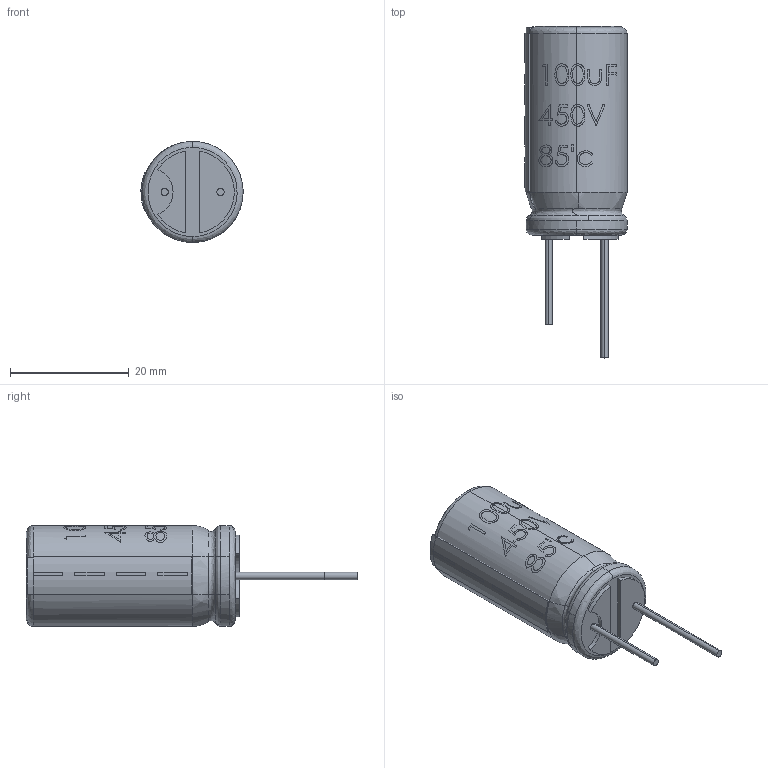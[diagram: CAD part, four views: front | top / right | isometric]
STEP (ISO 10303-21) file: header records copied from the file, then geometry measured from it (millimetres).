
FILE_DESCRIPTION (( 'STEP AP214' ), '1' );
FILE_NAME ('电解电容 橄览绿 零件72.STEP', '2011-05-16T08:59:51', ( 'cpop' ), ( '' ), 'SwSTEP 2.0', 'SolidWorks 2011', '' );
FILE_SCHEMA (( 'AUTOMOTIVE_DESIGN' ));
Length unit declared in the file: millimetre
Products named in the file (1): 电解电容  橄览绿  零件72
Bounding box: 17.2 x 55.9 x 17 mm (x, y, z)
Volume: 9989.5 mm3; surface area: 5758.4 mm2
Topology: 23 solids, 23 shells, 268 faces, 641 edges, 423 vertices
Faces by surface type: plane 134, bspline 88, cylinder 46
Entity records: 16769 total; most frequent: CARTESIAN_POINT 7914, ORIENTED_EDGE 1282, DIRECTION 899, EDGE_CURVE 641, VERTEX_POINT 423, VECTOR 345, LINE 345, UNCERTAINTY_MEASURE_WITH_UNIT 293
